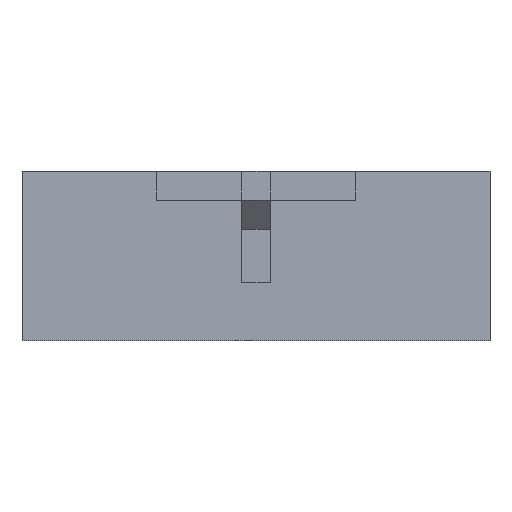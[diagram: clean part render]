
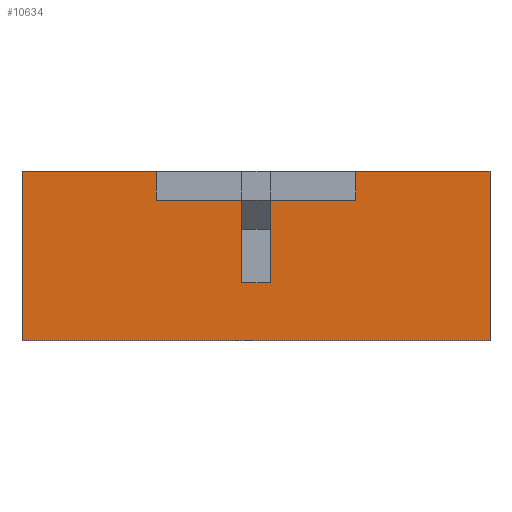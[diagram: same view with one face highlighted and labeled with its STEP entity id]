
A CAD part, left-side view. The second image highlights one B-rep face of the part: STEP entity #10634.
In plain terms, the highlighted planar face has unit normal (-1, 0, 0).
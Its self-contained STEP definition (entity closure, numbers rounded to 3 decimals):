
#2091 = VERTEX_POINT('',#2092);
#2092 = CARTESIAN_POINT('',(-17.26,-10.5,-3.8));
#2098 = EDGE_CURVE('',#2099,#2091,#2101,.T.);
#2099 = VERTEX_POINT('',#2100);
#2100 = CARTESIAN_POINT('',(-17.26,10.5,-3.8));
#2101 = LINE('',#2102,#2103);
#2102 = CARTESIAN_POINT('',(-17.26,10.5,-3.8));
#2103 = VECTOR('',#2104,1.);
#2104 = DIRECTION('',(0.,-1.,0.));
#6814 = VERTEX_POINT('',#6815);
#6815 = CARTESIAN_POINT('',(-17.26,-0.65,
    -1.2));
#6821 = EDGE_CURVE('',#6822,#6814,#6824,.T.);
#6822 = VERTEX_POINT('',#6823);
#6823 = CARTESIAN_POINT('',(-17.26,-0.65,2.5));
#6824 = LINE('',#6825,#6826);
#6825 = CARTESIAN_POINT('',(-17.26,-0.65,2.5));
#6826 = VECTOR('',#6827,1.);
#6827 = DIRECTION('',(0.,0.,-1.));
#6852 = EDGE_CURVE('',#6853,#6822,#6855,.T.);
#6853 = VERTEX_POINT('',#6854);
#6854 = CARTESIAN_POINT('',(-17.26,-4.475,2.5));
#6855 = LINE('',#6856,#6857);
#6856 = CARTESIAN_POINT('',(-17.26,-4.475,2.5));
#6857 = VECTOR('',#6858,1.);
#6858 = DIRECTION('',(0.,1.,0.));
#6931 = VERTEX_POINT('',#6932);
#6932 = CARTESIAN_POINT('',(-17.26,-4.475,
    3.8));
#6938 = EDGE_CURVE('',#6939,#6931,#6941,.T.);
#6939 = VERTEX_POINT('',#6940);
#6940 = CARTESIAN_POINT('',(-17.26,-10.5,3.8));
#6941 = LINE('',#6942,#6943);
#6942 = CARTESIAN_POINT('',(-17.26,-10.5,3.8));
#6943 = VECTOR('',#6944,1.);
#6944 = DIRECTION('',(0.,1.,0.));
#6995 = VERTEX_POINT('',#6996);
#6996 = CARTESIAN_POINT('',(-17.26,10.5,3.8));
#7002 = EDGE_CURVE('',#7003,#6995,#7005,.T.);
#7003 = VERTEX_POINT('',#7004);
#7004 = CARTESIAN_POINT('',(-17.26,4.475,
    3.8));
#7005 = LINE('',#7006,#7007);
#7006 = CARTESIAN_POINT('',(-17.26,4.475,
    3.8));
#7007 = VECTOR('',#7008,1.);
#7008 = DIRECTION('',(0.,1.,0.));
#7721 = VERTEX_POINT('',#7722);
#7722 = CARTESIAN_POINT('',(-17.26,4.475,2.5));
#7728 = EDGE_CURVE('',#7729,#7721,#7731,.T.);
#7729 = VERTEX_POINT('',#7730);
#7730 = CARTESIAN_POINT('',(-17.26,0.65,2.5));
#7731 = LINE('',#7732,#7733);
#7732 = CARTESIAN_POINT('',(-17.26,0.65,2.5));
#7733 = VECTOR('',#7734,1.);
#7734 = DIRECTION('',(0.,1.,0.));
#7751 = EDGE_CURVE('',#7721,#7003,#7752,.T.);
#7752 = LINE('',#7753,#7754);
#7753 = CARTESIAN_POINT('',(-17.26,4.475,2.5));
#7754 = VECTOR('',#7755,1.);
#7755 = DIRECTION('',(0.,0.,1.));
#10634 = ADVANCED_FACE('',(#10635),#10676,.T.);
#10635 = FACE_BOUND('',#10636,.T.);
#10636 = EDGE_LOOP('',(#10637,#10638,#10639,#10647,#10653,#10654,#10655,
    #10656,#10662,#10663,#10669,#10670));
#10637 = ORIENTED_EDGE('',*,*,#6852,.T.);
#10638 = ORIENTED_EDGE('',*,*,#6821,.T.);
#10639 = ORIENTED_EDGE('',*,*,#10640,.T.);
#10640 = EDGE_CURVE('',#6814,#10641,#10643,.T.);
#10641 = VERTEX_POINT('',#10642);
#10642 = CARTESIAN_POINT('',(-17.26,0.65,
    -1.2));
#10643 = LINE('',#10644,#10645);
#10644 = CARTESIAN_POINT('',(-17.26,-0.65,
    -1.2));
#10645 = VECTOR('',#10646,1.);
#10646 = DIRECTION('',(0.,1.,0.));
#10647 = ORIENTED_EDGE('',*,*,#10648,.T.);
#10648 = EDGE_CURVE('',#10641,#7729,#10649,.T.);
#10649 = LINE('',#10650,#10651);
#10650 = CARTESIAN_POINT('',(-17.26,0.65,
    -1.2));
#10651 = VECTOR('',#10652,1.);
#10652 = DIRECTION('',(0.,0.,1.));
#10653 = ORIENTED_EDGE('',*,*,#7728,.T.);
#10654 = ORIENTED_EDGE('',*,*,#7751,.T.);
#10655 = ORIENTED_EDGE('',*,*,#7002,.T.);
#10656 = ORIENTED_EDGE('',*,*,#10657,.T.);
#10657 = EDGE_CURVE('',#6995,#2099,#10658,.T.);
#10658 = LINE('',#10659,#10660);
#10659 = CARTESIAN_POINT('',(-17.26,10.5,3.8));
#10660 = VECTOR('',#10661,1.);
#10661 = DIRECTION('',(0.,0.,-1.));
#10662 = ORIENTED_EDGE('',*,*,#2098,.T.);
#10663 = ORIENTED_EDGE('',*,*,#10664,.T.);
#10664 = EDGE_CURVE('',#2091,#6939,#10665,.T.);
#10665 = LINE('',#10666,#10667);
#10666 = CARTESIAN_POINT('',(-17.26,-10.5,-3.8));
#10667 = VECTOR('',#10668,1.);
#10668 = DIRECTION('',(0.,0.,1.));
#10669 = ORIENTED_EDGE('',*,*,#6938,.T.);
#10670 = ORIENTED_EDGE('',*,*,#10671,.T.);
#10671 = EDGE_CURVE('',#6931,#6853,#10672,.T.);
#10672 = LINE('',#10673,#10674);
#10673 = CARTESIAN_POINT('',(-17.26,-4.475,
    3.8));
#10674 = VECTOR('',#10675,1.);
#10675 = DIRECTION('',(0.,0.,-1.));
#10676 = PLANE('',#10677);
#10677 = AXIS2_PLACEMENT_3D('',#10678,#10679,#10680);
#10678 = CARTESIAN_POINT('',(-17.26,0.,-0.051));
#10679 = DIRECTION('',(-1.,-0.,-0.));
#10680 = DIRECTION('',(0.,0.,-1.));
